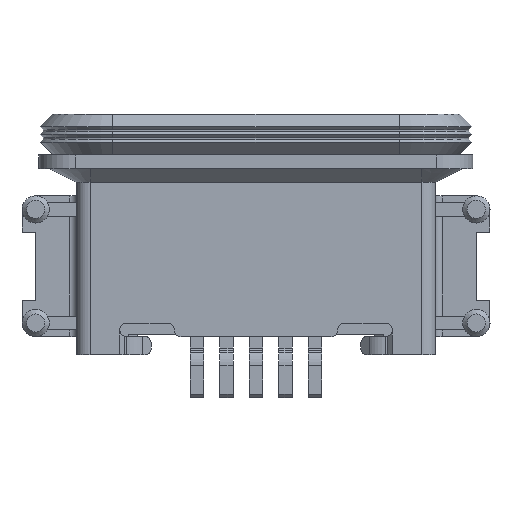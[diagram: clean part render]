
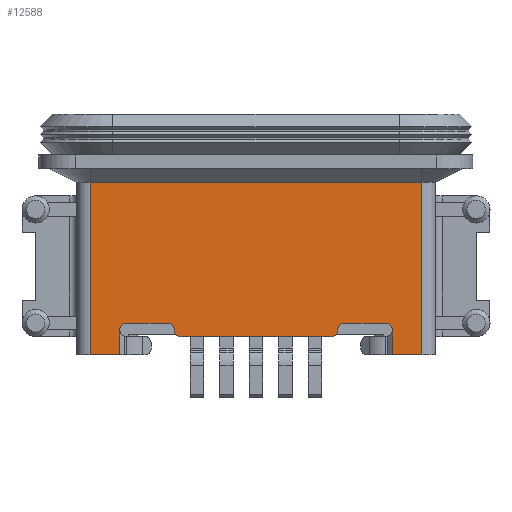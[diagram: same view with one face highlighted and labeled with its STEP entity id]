
A CAD part, front view. The second image highlights one B-rep face of the part: STEP entity #12588.
In plain terms, the highlighted planar face has unit normal (0, -1, 0).
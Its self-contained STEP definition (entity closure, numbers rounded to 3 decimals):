
#285=CIRCLE('',#17298,0.15);
#307=CIRCLE('',#17343,0.15);
#370=CIRCLE('',#17486,0.15);
#394=CIRCLE('',#17546,0.15);
#484=CIRCLE('',#17786,0.15);
#509=CIRCLE('',#17877,0.15);
#3550=ORIENTED_EDGE('',*,*,#5894,.T.);
#3551=ORIENTED_EDGE('',*,*,#4967,.T.);
#3552=ORIENTED_EDGE('',*,*,#6015,.T.);
#3553=ORIENTED_EDGE('',*,*,#6077,.F.);
#3554=ORIENTED_EDGE('',*,*,#5941,.T.);
#3555=ORIENTED_EDGE('',*,*,#5191,.F.);
#3556=ORIENTED_EDGE('',*,*,#5824,.F.);
#3557=ORIENTED_EDGE('',*,*,#5470,.F.);
#3558=ORIENTED_EDGE('',*,*,#5077,.F.);
#3559=ORIENTED_EDGE('',*,*,#5589,.F.);
#3560=ORIENTED_EDGE('',*,*,#5574,.F.);
#3561=ORIENTED_EDGE('',*,*,#5971,.F.);
#3562=ORIENTED_EDGE('',*,*,#4627,.F.);
#3563=ORIENTED_EDGE('',*,*,#6078,.F.);
#3564=ORIENTED_EDGE('',*,*,#4652,.F.);
#3565=ORIENTED_EDGE('',*,*,#5346,.T.);
#4627=EDGE_CURVE('',#6364,#6361,#7547,.T.);
#4652=EDGE_CURVE('',#6389,#6390,#7564,.T.);
#4967=EDGE_CURVE('',#6673,#6675,#7819,.T.);
#5077=EDGE_CURVE('',#6770,#6771,#285,.T.);
#5191=EDGE_CURVE('',#6852,#6854,#307,.T.);
#5346=EDGE_CURVE('',#6389,#6967,#8097,.T.);
#5470=EDGE_CURVE('',#6771,#7047,#370,.T.);
#5574=EDGE_CURVE('',#7106,#7107,#394,.T.);
#5589=EDGE_CURVE('',#7107,#6770,#8288,.T.);
#5824=EDGE_CURVE('',#7047,#6852,#8468,.T.);
#5894=EDGE_CURVE('',#6967,#6673,#8520,.T.);
#5941=EDGE_CURVE('',#7285,#6854,#8555,.T.);
#5971=EDGE_CURVE('',#6361,#7106,#484,.T.);
#6015=EDGE_CURVE('',#6675,#7306,#8616,.T.);
#6077=EDGE_CURVE('',#7285,#7306,#8659,.T.);
#6078=EDGE_CURVE('',#6390,#6364,#509,.T.);
#6361=VERTEX_POINT('',#22192);
#6364=VERTEX_POINT('',#22197);
#6389=VERTEX_POINT('',#22254);
#6390=VERTEX_POINT('',#22255);
#6673=VERTEX_POINT('',#22973);
#6675=VERTEX_POINT('',#22977);
#6770=VERTEX_POINT('',#23214);
#6771=VERTEX_POINT('',#23215);
#6852=VERTEX_POINT('',#23433);
#6854=VERTEX_POINT('',#23436);
#6967=VERTEX_POINT('',#23745);
#7047=VERTEX_POINT('',#24022);
#7106=VERTEX_POINT('',#24222);
#7107=VERTEX_POINT('',#24224);
#7285=VERTEX_POINT('',#24943);
#7306=VERTEX_POINT('',#25100);
#7547=LINE('',#22198,#8945);
#7564=LINE('',#22253,#8962);
#7819=LINE('',#22978,#9217);
#8097=LINE('',#23746,#9495);
#8288=LINE('',#24250,#9686);
#8468=LINE('',#24726,#9866);
#8520=LINE('',#24853,#9918);
#8555=LINE('',#24942,#9953);
#8616=LINE('',#25099,#10014);
#8659=LINE('',#25258,#10057);
#8945=VECTOR('',#18593,1000.);
#8962=VECTOR('',#18638,1000.);
#9217=VECTOR('',#19127,1000.);
#9495=VECTOR('',#19777,1000.);
#9686=VECTOR('',#20222,1000.);
#9866=VECTOR('',#20658,1000.);
#9918=VECTOR('',#20796,1000.);
#9953=VECTOR('',#20905,1000.);
#10014=VECTOR('',#21068,1000.);
#10057=VECTOR('',#21239,1000.);
#10704=EDGE_LOOP('',(#3550,#3551,#3552,#3553,#3554,#3555,#3556,#3557,#3558,
#3559,#3560,#3561,#3562,#3563,#3564,#3565));
#11430=FACE_BOUND('',#10704,.T.);
#11943=PLANE('',#17876);
#12588=ADVANCED_FACE('',(#11430),#11943,.F.);
#17298=AXIS2_PLACEMENT_3D('',#23213,#19321,#19322);
#17343=AXIS2_PLACEMENT_3D('',#23435,#19500,#19501);
#17486=AXIS2_PLACEMENT_3D('',#24024,#19994,#19995);
#17546=AXIS2_PLACEMENT_3D('',#24223,#20194,#20195);
#17786=AXIS2_PLACEMENT_3D('',#25019,#20978,#20979);
#17876=AXIS2_PLACEMENT_3D('',#25257,#21237,#21238);
#17877=AXIS2_PLACEMENT_3D('',#25259,#21240,#21241);
#18593=DIRECTION('',(-1.,0.,0.));
#18638=DIRECTION('',(0.,0.,1.));
#19127=DIRECTION('',(-1.,0.,0.));
#19321=DIRECTION('',(0.,1.,0.));
#19322=DIRECTION('',(0.,0.,1.));
#19500=DIRECTION('',(0.,-1.,0.));
#19501=DIRECTION('',(0.,0.,1.));
#19777=DIRECTION('',(1.,0.,0.));
#19994=DIRECTION('',(0.,-1.,0.));
#19995=DIRECTION('',(0.,0.,1.));
#20194=DIRECTION('',(0.,1.,0.));
#20195=DIRECTION('',(0.,0.,-1.));
#20222=DIRECTION('',(-1.,0.,0.));
#20658=DIRECTION('',(-1.,0.,0.));
#20796=DIRECTION('',(0.,0.,1.));
#20905=DIRECTION('',(0.,0.,1.));
#20978=DIRECTION('',(0.,-1.,0.));
#20979=DIRECTION('',(0.,0.,1.));
#21068=DIRECTION('',(0.,0.,-1.));
#21237=DIRECTION('',(0.,1.,0.));
#21238=DIRECTION('',(1.,0.,0.));
#21239=DIRECTION('',(-1.,0.,0.));
#21240=DIRECTION('',(0.,-1.,0.));
#21241=DIRECTION('',(0.,0.,1.));
#22192=CARTESIAN_POINT('',(1.95,-1.425,-4.6));
#22197=CARTESIAN_POINT('',(2.85,-1.425,-4.6));
#22198=CARTESIAN_POINT('',(-1.932,-1.425,-4.6));
#22253=CARTESIAN_POINT('',(3.,-1.425,-3.4));
#22254=CARTESIAN_POINT('',(3.,-1.425,-5.3));
#22255=CARTESIAN_POINT('',(3.,-1.425,-4.75));
#22973=CARTESIAN_POINT('',(3.65,-1.425,-1.5));
#22977=CARTESIAN_POINT('',(-3.65,-1.425,-1.5));
#22978=CARTESIAN_POINT('',(-3.65,-1.425,-1.5));
#23213=CARTESIAN_POINT('',(-1.65,-1.425,-4.75));
#23214=CARTESIAN_POINT('',(-1.65,-1.425,-4.9));
#23215=CARTESIAN_POINT('',(-1.8,-1.425,-4.75));
#23433=CARTESIAN_POINT('',(-2.85,-1.425,-4.6));
#23435=CARTESIAN_POINT('',(-2.85,-1.425,-4.75));
#23436=CARTESIAN_POINT('',(-3.,-1.425,-4.75));
#23745=CARTESIAN_POINT('',(3.65,-1.425,-5.3));
#23746=CARTESIAN_POINT('',(3.182,-1.425,-5.3));
#24022=CARTESIAN_POINT('',(-1.95,-1.425,-4.6));
#24024=CARTESIAN_POINT('',(-1.95,-1.425,-4.75));
#24222=CARTESIAN_POINT('',(1.8,-1.425,-4.75));
#24223=CARTESIAN_POINT('',(1.65,-1.425,-4.75));
#24224=CARTESIAN_POINT('',(1.65,-1.425,-4.9));
#24250=CARTESIAN_POINT('',(2.866,-1.425,-4.9));
#24726=CARTESIAN_POINT('',(-1.932,-1.425,-4.6));
#24853=CARTESIAN_POINT('',(3.65,-1.425,-3.475));
#24942=CARTESIAN_POINT('',(-3.,-1.425,-5.025));
#24943=CARTESIAN_POINT('',(-3.,-1.425,-5.3));
#25019=CARTESIAN_POINT('',(1.95,-1.425,-4.75));
#25099=CARTESIAN_POINT('',(-3.65,-1.425,-3.475));
#25100=CARTESIAN_POINT('',(-3.65,-1.425,-5.3));
#25257=CARTESIAN_POINT('',(-3.796,-1.425,-1.424));
#25258=CARTESIAN_POINT('',(0.,-1.425,-5.3));
#25259=CARTESIAN_POINT('',(2.85,-1.425,-4.75));
